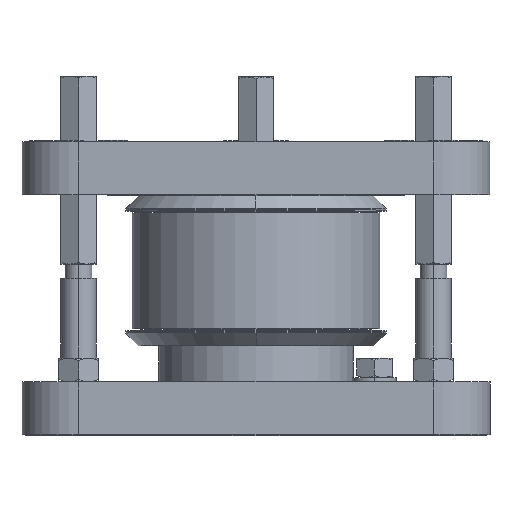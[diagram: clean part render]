
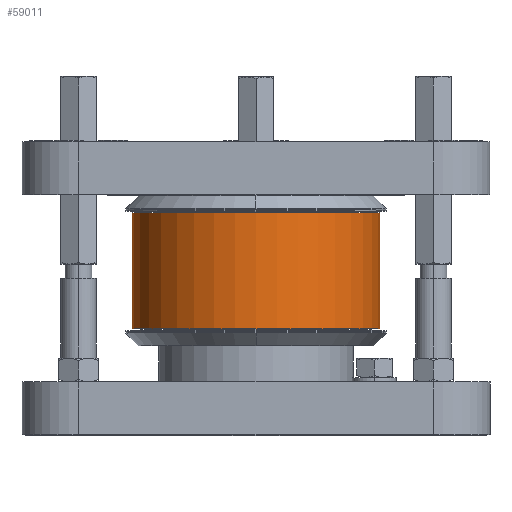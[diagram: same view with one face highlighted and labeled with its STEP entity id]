
A CAD part, top view. The second image highlights one B-rep face of the part: STEP entity #59011.
In plain terms, the highlighted cylindrical face has radius 44.45 mm (diameter 88.9 mm), a partial arc.
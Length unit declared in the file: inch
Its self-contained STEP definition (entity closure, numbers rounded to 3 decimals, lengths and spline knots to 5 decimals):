
#5230 = VERTEX_POINT ( 'NONE', #52308 ) ;
#5266 = VERTEX_POINT ( 'NONE', #52116 ) ;
#7320 = AXIS2_PLACEMENT_3D ( 'NONE', #28134, #28108, #28105 ) ;
#14755 = CARTESIAN_POINT ( 'NONE',  ( -1.75, -0.255, 0. ) ) ;
#14836 = CARTESIAN_POINT ( 'NONE',  ( -1.75, -1.895, 0. ) ) ;
#18582 = EDGE_CURVE ( 'NONE', #52394, #5266, #25860, .T. ) ;
#18583 = EDGE_CURVE ( 'NONE', #5266, #5230, #25859, .T. ) ;
#18586 = EDGE_CURVE ( 'NONE', #52394, #52803, #25861, .T. ) ;
#18589 = EDGE_CURVE ( 'NONE', #52803, #5230, #25867, .T. ) ;
#19721 = FACE_OUTER_BOUND ( 'NONE', #23879, .T. ) ;
#19723 = CYLINDRICAL_SURFACE ( 'NONE', #7320, 1.75 ) ;
#23879 = EDGE_LOOP ( 'NONE', ( #48351, #48350, #48349, #48348 ) ) ;
#25073 = AXIS2_PLACEMENT_3D ( 'NONE', #41953, #41956, #41957 ) ;
#25076 = AXIS2_PLACEMENT_3D ( 'NONE', #41967, #41973, #41974 ) ;
#25849 = VECTOR ( 'NONE', #41959, 39.37008 ) ;
#25859 = LINE ( 'NONE', #41944, #25849 ) ;
#25860 = CIRCLE ( 'NONE', #25073, 1.75 ) ;
#25861 = LINE ( 'NONE', #41955, #25863 ) ;
#25863 = VECTOR ( 'NONE', #41965, 39.37008 ) ;
#25867 = CIRCLE ( 'NONE', #25076, 1.75 ) ;
#28105 = DIRECTION ( 'NONE',  ( -1., 0., 0. ) ) ;
#28108 = DIRECTION ( 'NONE',  ( 0., -1., 0. ) ) ;
#28134 = CARTESIAN_POINT ( 'NONE',  ( 0., -0.255, 0. ) ) ;
#41944 = CARTESIAN_POINT ( 'NONE',  ( 1.75, -0.255, 0. ) ) ;
#41953 = CARTESIAN_POINT ( 'NONE',  ( 0., -0.255, 0. ) ) ;
#41955 = CARTESIAN_POINT ( 'NONE',  ( -1.75, -0.255, 0. ) ) ;
#41956 = DIRECTION ( 'NONE',  ( 0., 1., 0. ) ) ;
#41957 = DIRECTION ( 'NONE',  ( 1., 0., 0. ) ) ;
#41959 = DIRECTION ( 'NONE',  ( 0., -1., 0. ) ) ;
#41965 = DIRECTION ( 'NONE',  ( 0., -1., 0. ) ) ;
#41967 = CARTESIAN_POINT ( 'NONE',  ( 0., -1.895, 0. ) ) ;
#41973 = DIRECTION ( 'NONE',  ( 0., 1., 0. ) ) ;
#41974 = DIRECTION ( 'NONE',  ( 1., 0., 0. ) ) ;
#48348 = ORIENTED_EDGE ( 'NONE', *, *, #18589, .T. ) ;
#48349 = ORIENTED_EDGE ( 'NONE', *, *, #18586, .T. ) ;
#48350 = ORIENTED_EDGE ( 'NONE', *, *, #18582, .F. ) ;
#48351 = ORIENTED_EDGE ( 'NONE', *, *, #18583, .F. ) ;
#52116 = CARTESIAN_POINT ( 'NONE',  ( 1.75, -0.255, 0. ) ) ;
#52308 = CARTESIAN_POINT ( 'NONE',  ( 1.75, -1.895, 0. ) ) ;
#52394 = VERTEX_POINT ( 'NONE', #14755 ) ;
#52803 = VERTEX_POINT ( 'NONE', #14836 ) ;
#59011 = ADVANCED_FACE ( 'NONE', ( #19721 ), #19723, .T. ) ;
